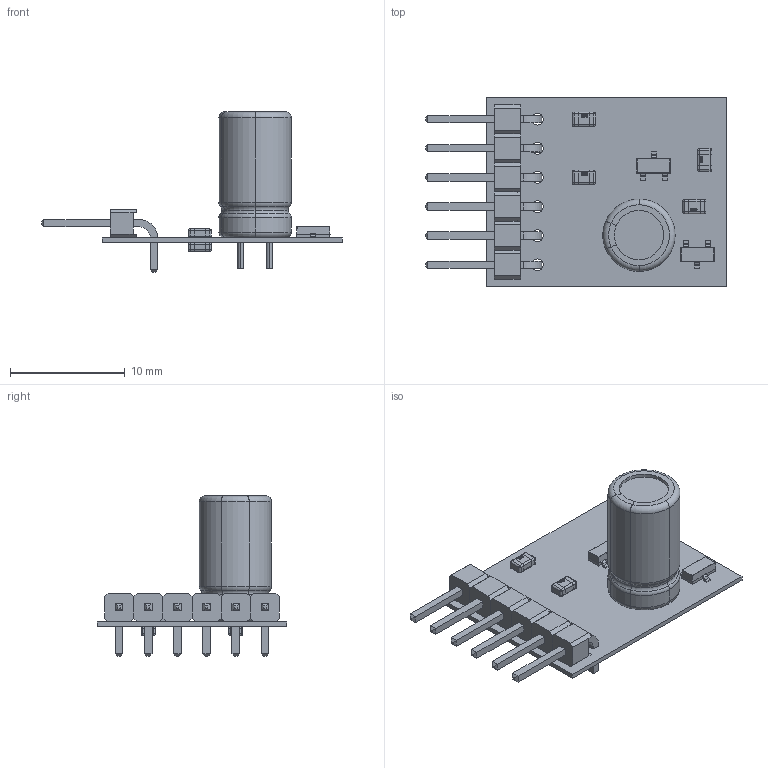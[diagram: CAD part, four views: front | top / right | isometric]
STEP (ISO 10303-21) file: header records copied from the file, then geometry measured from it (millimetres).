
FILE_DESCRIPTION(('Open CASCADE Model'),'2;1');
FILE_NAME('Open CASCADE Shape Model','2014-03-14T20:42:42',('Author'),( 'Open CASCADE'),'Open CASCADE STEP processor 6.2','Open CASCADE 6.2' ,'Unknown');
FILE_SCHEMA(('AUTOMOTIVE_DESIGN { 1 0 10303 214 1 1 1 1 }'));
Length unit declared in the file: millimetre
Products named in the file (19): PCB; Board; R52; SW3dPS-0805_SMD_Resistor; R51; R50; R49; R48; Q9; SW3dPS-3-lead_sot23-3; Q8; P13; User_Library-Header_Male_RA_Low_6Pin; User_Library-Header_Male_RA_Low_6Pin_BodyArray; User_Library-Header_Male_RA_Low_6Pin_PinArray; C14; SW3dPS-0805_SMD_Capacitor; C13; User_Library-Capacitor_Radial_ElectroliticCAPPR250-630X1100
Assembly tree (23 placements, depth 4):
  PCB
    Board
    R52
      SW3dPS-0805_SMD_Resistor
    R51
      SW3dPS-0805_SMD_Resistor
    R50
      SW3dPS-0805_SMD_Resistor
    R49
      SW3dPS-0805_SMD_Resistor
    R48
      SW3dPS-0805_SMD_Resistor
    Q9
      SW3dPS-3-lead_sot23-3
    Q8
      SW3dPS-3-lead_sot23-3
    P13
      User_Library-Header_Male_RA_Low_6Pin
        User_Library-Header_Male_RA_Low_6Pin_BodyArray
        User_Library-Header_Male_RA_Low_6Pin_PinArray
    C14
      SW3dPS-0805_SMD_Capacitor
    C13
      User_Library-Capacitor_Radial_ElectroliticCAPPR250-630X1100
Bounding box: 26.26 x 16.51 x 14.01 mm (x, y, z)
Volume: 592.5 mm3; surface area: 1539.5 mm2
Topology: 22 solids, 22 shells, 970 faces, 2338 edges, 1386 vertices
Faces by surface type: plane 456, cylinder 216, bspline 210, sphere 64, torus 24
Full cylindrical faces by diameter (mm): 0.762 x2, 1.016 x6
Entity records: 44344 total; most frequent: CARTESIAN_POINT 16111, DIRECTION 3961, ORIENTED_EDGE 2538, PCURVE 2538, DEFINITIONAL_REPRESENTATION 2538, LINE 2447, VECTOR 2447, EDGE_CURVE 1269
